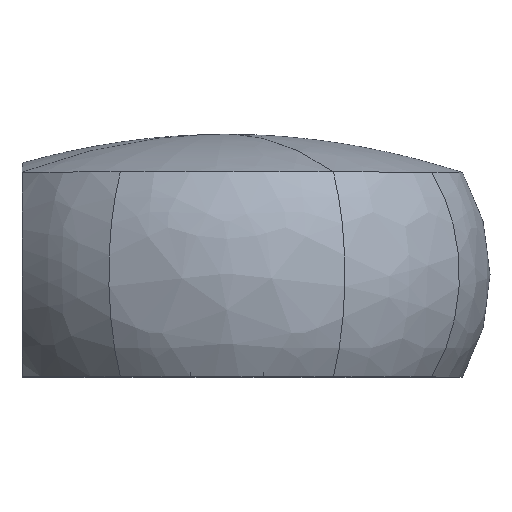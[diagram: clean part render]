
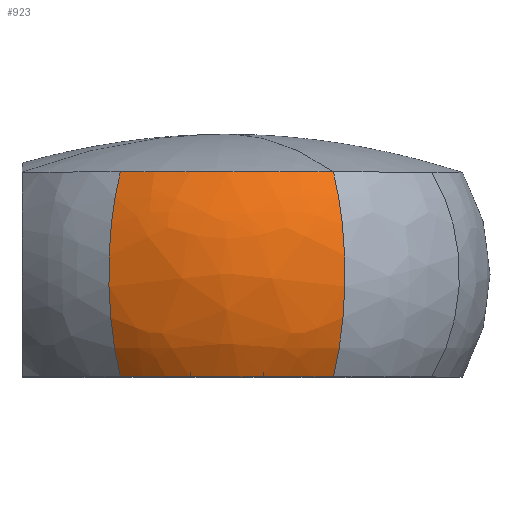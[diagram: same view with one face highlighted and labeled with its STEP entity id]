
A CAD part, top view. The second image highlights one B-rep face of the part: STEP entity #923.
In plain terms, the highlighted free-form (B-spline) face has degree [3, 3] with [7, 7] control points.
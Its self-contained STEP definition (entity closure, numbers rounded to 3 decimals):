
#44 = AXIS2_PLACEMENT_3D ( 'NONE', #615, #5091, #4424 ) ;
#100 = VERTEX_POINT ( 'NONE', #4976 ) ;
#120 = CARTESIAN_POINT ( 'NONE',  ( 5.771, 16.2, 23.68 ) ) ;
#175 = CARTESIAN_POINT ( 'NONE',  ( 0.438, 0., 26.454 ) ) ;
#206 = CARTESIAN_POINT ( 'NONE',  ( 7.052, 4.935, 26.577 ) ) ;
#257 = CARTESIAN_POINT ( 'NONE',  ( 5.877, 0., 23.625 ) ) ;
#285 = CARTESIAN_POINT ( 'NONE',  ( 5.877, 16.2, 23.625 ) ) ;
#314 = CARTESIAN_POINT ( 'NONE',  ( 7.113, 11.265, 26.55 ) ) ;
#440 = EDGE_CURVE ( 'NONE', #100, #5239, #2064, .T. ) ;
#483 = VERTEX_POINT ( 'NONE', #6803 ) ;
#615 = CARTESIAN_POINT ( 'NONE',  ( -2.707, 0., 7.507 ) ) ;
#666 = CIRCLE ( 'NONE', #44, 18.26 ) ;
#736 = CARTESIAN_POINT ( 'NONE',  ( -11.133, 0., 23.707 ) ) ;
#754 = CIRCLE ( 'NONE', #5134, 18.26 ) ;
#761 = CARTESIAN_POINT ( 'NONE',  ( 5.824, 16.2, 23.652 ) ) ;
#818 = CARTESIAN_POINT ( 'NONE',  ( 0.386, -0.628, 26.081 ) ) ;
#844 = CARTESIAN_POINT ( 'NONE',  ( 0.842, 4.935, 29.379 ) ) ;
#923 = ADVANCED_FACE ( 'NONE', ( #7104 ), #1746, .T. ) ;
#971 = EDGE_CURVE ( 'NONE', #7635, #100, #6966, .T. ) ;
#996 = CARTESIAN_POINT ( 'NONE',  ( 5.719, 0., 23.707 ) ) ;
#1145 = DIRECTION ( 'NONE',  ( 0., 0., -1. ) ) ;
#1372 = CARTESIAN_POINT ( 'NONE',  ( 5.616, -0.419, 23.459 ) ) ;
#1401 = CARTESIAN_POINT ( 'NONE',  ( -11.133, 16.2, 23.707 ) ) ;
#1428 = CARTESIAN_POINT ( 'NONE',  ( -11.133, 0., 23.707 ) ) ;
#1610 = CARTESIAN_POINT ( 'NONE',  ( -12.345, 11.265, 26.632 ) ) ;
#1746 = B_SPLINE_SURFACE_WITH_KNOTS ( 'NONE', 3, 3, ( 
 ( #2087, #6494, #6408, #736, #3959, #5160, #1401 ),
 ( #3241, #2726, #7145, #3300, #3984, #2031, #2671 ),
 ( #818, #2115, #5190, #175, #844, #4633, #2060 ),
 ( #5831, #1372, #7087, #2643, #7060, #3353, #2701 ),
 ( #7801, #7714, #3273, #3900, #7774, #7748, #120 ),
 ( #6462, #4552, #4606, #5242, #206, #5271, #761 ),
 ( #2196, #6530, #7857, #257, #7201, #314, #285 ) ),
 .UNSPECIFIED., .F., .F., .F.,
 ( 4, 3, 4 ),
 ( 4, 3, 4 ),
 ( 0., 1., 1.01 ),
 ( -0.042, 0., 1. ),
 .UNSPECIFIED. ) ;
#2031 = CARTESIAN_POINT ( 'NONE',  ( -6.256, 11.265, 29.379 ) ) ;
#2060 = CARTESIAN_POINT ( 'NONE',  ( 0.438, 16.2, 26.454 ) ) ;
#2064 = CIRCLE ( 'NONE', #5061, 18.26 ) ;
#2087 = CARTESIAN_POINT ( 'NONE',  ( -10.979, -0.628, 23.334 ) ) ;
#2115 = CARTESIAN_POINT ( 'NONE',  ( 0.403, -0.419, 26.205 ) ) ;
#2196 = CARTESIAN_POINT ( 'NONE',  ( 5.72, -0.628, 23.252 ) ) ;
#2241 = CARTESIAN_POINT ( 'NONE',  ( 6.93, 11.265, 26.632 ) ) ;
#2452 = CARTESIAN_POINT ( 'NONE',  ( -2.707, 16.2, 7.507 ) ) ;
#2566 = EDGE_CURVE ( 'NONE', #7635, #483, #7711, .T. ) ;
#2605 = CARTESIAN_POINT ( 'NONE',  ( 5.719, 16.2, 23.707 ) ) ;
#2643 = CARTESIAN_POINT ( 'NONE',  ( 5.719, 0., 23.707 ) ) ;
#2671 = CARTESIAN_POINT ( 'NONE',  ( -5.852, 16.2, 26.454 ) ) ;
#2701 = CARTESIAN_POINT ( 'NONE',  ( 5.719, 16.2, 23.707 ) ) ;
#2726 = CARTESIAN_POINT ( 'NONE',  ( -5.818, -0.419, 26.205 ) ) ;
#3016 = DIRECTION ( 'NONE',  ( 0., 1., 0. ) ) ;
#3067 = ORIENTED_EDGE ( 'NONE', *, *, #971, .F. ) ;
#3241 = CARTESIAN_POINT ( 'NONE',  ( -5.801, -0.628, 26.081 ) ) ;
#3273 = CARTESIAN_POINT ( 'NONE',  ( 5.72, -0.209, 23.555 ) ) ;
#3300 = CARTESIAN_POINT ( 'NONE',  ( -5.852, 0., 26.454 ) ) ;
#3353 = CARTESIAN_POINT ( 'NONE',  ( 6.93, 11.265, 26.632 ) ) ;
#3492 = DIRECTION ( 'NONE',  ( 0., 1., 0. ) ) ;
#3547 = CARTESIAN_POINT ( 'NONE',  ( -2.707, 0., 7.507 ) ) ;
#3900 = CARTESIAN_POINT ( 'NONE',  ( 5.771, 0., 23.68 ) ) ;
#3959 = CARTESIAN_POINT ( 'NONE',  ( -12.345, 4.935, 26.632 ) ) ;
#3984 = CARTESIAN_POINT ( 'NONE',  ( -6.256, 4.935, 29.379 ) ) ;
#4355 = DIRECTION ( 'NONE',  ( 0., 0., -1. ) ) ;
#4424 = DIRECTION ( 'NONE',  ( 0., 0., -1. ) ) ;
#4552 = CARTESIAN_POINT ( 'NONE',  ( 5.72, -0.419, 23.404 ) ) ;
#4575 = EDGE_LOOP ( 'NONE', ( #8126, #6908, #7645, #4854, #6398, #3067 ) ) ;
#4606 = CARTESIAN_POINT ( 'NONE',  ( 5.772, -0.209, 23.528 ) ) ;
#4633 = CARTESIAN_POINT ( 'NONE',  ( 0.842, 11.265, 29.379 ) ) ;
#4820 = CARTESIAN_POINT ( 'NONE',  ( -11.133, 0., 23.707 ) ) ;
#4854 = ORIENTED_EDGE ( 'NONE', *, *, #6042, .T. ) ;
#4901 = CARTESIAN_POINT ( 'NONE',  ( -2.707, 0., 7.507 ) ) ;
#4976 = CARTESIAN_POINT ( 'NONE',  ( -11.134, 16.2, 23.708 ) ) ;
#5061 = AXIS2_PLACEMENT_3D ( 'NONE', #2452, #6862, #4355 ) ;
#5066 = VERTEX_POINT ( 'NONE', #6872 ) ;
#5091 = DIRECTION ( 'NONE',  ( 0., 1., 0. ) ) ;
#5134 = AXIS2_PLACEMENT_3D ( 'NONE', #4901, #3016, #1145 ) ;
#5160 = CARTESIAN_POINT ( 'NONE',  ( -12.345, 11.265, 26.632 ) ) ;
#5190 = CARTESIAN_POINT ( 'NONE',  ( 0.421, -0.209, 26.33 ) ) ;
#5218 = EDGE_CURVE ( 'NONE', #483, #5066, #666, .T. ) ;
#5239 = VERTEX_POINT ( 'NONE', #2605 ) ;
#5242 = CARTESIAN_POINT ( 'NONE',  ( 5.824, 0., 23.652 ) ) ;
#5246 = CARTESIAN_POINT ( 'NONE',  ( 5.719, 0., 23.707 ) ) ;
#5271 = CARTESIAN_POINT ( 'NONE',  ( 7.052, 11.265, 26.577 ) ) ;
#5372 = CARTESIAN_POINT ( 'NONE',  ( -11.134, 16.2, 23.708 ) ) ;
#5831 = CARTESIAN_POINT ( 'NONE',  ( 5.564, -0.628, 23.334 ) ) ;
#5934 = CARTESIAN_POINT ( 'NONE',  ( 6.93, 4.935, 26.632 ) ) ;
#6042 = EDGE_CURVE ( 'NONE', #7933, #5239, #7676, .T. ) ;
#6398 = ORIENTED_EDGE ( 'NONE', *, *, #440, .F. ) ;
#6408 = CARTESIAN_POINT ( 'NONE',  ( -11.082, -0.209, 23.583 ) ) ;
#6462 = CARTESIAN_POINT ( 'NONE',  ( 5.668, -0.628, 23.28 ) ) ;
#6494 = CARTESIAN_POINT ( 'NONE',  ( -11.03, -0.419, 23.459 ) ) ;
#6530 = CARTESIAN_POINT ( 'NONE',  ( 5.772, -0.419, 23.376 ) ) ;
#6803 = CARTESIAN_POINT ( 'NONE',  ( -5.613, 0., 25.535 ) ) ;
#6862 = DIRECTION ( 'NONE',  ( 0., 1., 0. ) ) ;
#6872 = CARTESIAN_POINT ( 'NONE',  ( 0.175, 0., 25.538 ) ) ;
#6908 = ORIENTED_EDGE ( 'NONE', *, *, #5218, .T. ) ;
#6966 = B_SPLINE_CURVE_WITH_KNOTS ( 'NONE', 3,
 ( #1428, #7881, #1610, #5372 ),
 .UNSPECIFIED., .F., .F.,
 ( 4, 4 ),
 ( 0., 1. ),
 .UNSPECIFIED. ) ;
#6980 = AXIS2_PLACEMENT_3D ( 'NONE', #3547, #3492, #7291 ) ;
#7060 = CARTESIAN_POINT ( 'NONE',  ( 6.93, 4.935, 26.632 ) ) ;
#7087 = CARTESIAN_POINT ( 'NONE',  ( 5.667, -0.209, 23.583 ) ) ;
#7104 = FACE_OUTER_BOUND ( 'NONE', #4575, .T. ) ;
#7145 = CARTESIAN_POINT ( 'NONE',  ( -5.835, -0.209, 26.33 ) ) ;
#7201 = CARTESIAN_POINT ( 'NONE',  ( 7.113, 4.935, 26.55 ) ) ;
#7291 = DIRECTION ( 'NONE',  ( 0., 0., -1. ) ) ;
#7330 = CARTESIAN_POINT ( 'NONE',  ( 5.719, 16.2, 23.707 ) ) ;
#7500 = EDGE_CURVE ( 'NONE', #5066, #7933, #754, .T. ) ;
#7635 = VERTEX_POINT ( 'NONE', #4820 ) ;
#7645 = ORIENTED_EDGE ( 'NONE', *, *, #7500, .T. ) ;
#7676 = B_SPLINE_CURVE_WITH_KNOTS ( 'NONE', 3,
 ( #996, #5934, #2241, #7330 ),
 .UNSPECIFIED., .F., .F.,
 ( 4, 4 ),
 ( 0., 1. ),
 .UNSPECIFIED. ) ;
#7711 = CIRCLE ( 'NONE', #6980, 18.26 ) ;
#7714 = CARTESIAN_POINT ( 'NONE',  ( 5.668, -0.419, 23.431 ) ) ;
#7748 = CARTESIAN_POINT ( 'NONE',  ( 6.991, 11.265, 26.605 ) ) ;
#7774 = CARTESIAN_POINT ( 'NONE',  ( 6.991, 4.935, 26.605 ) ) ;
#7801 = CARTESIAN_POINT ( 'NONE',  ( 5.616, -0.628, 23.307 ) ) ;
#7857 = CARTESIAN_POINT ( 'NONE',  ( 5.825, -0.209, 23.5 ) ) ;
#7881 = CARTESIAN_POINT ( 'NONE',  ( -12.345, 4.935, 26.632 ) ) ;
#7933 = VERTEX_POINT ( 'NONE', #5246 ) ;
#8126 = ORIENTED_EDGE ( 'NONE', *, *, #2566, .T. ) ;
